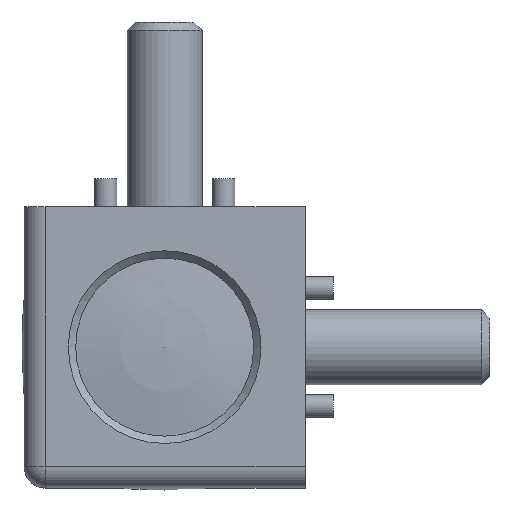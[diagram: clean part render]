
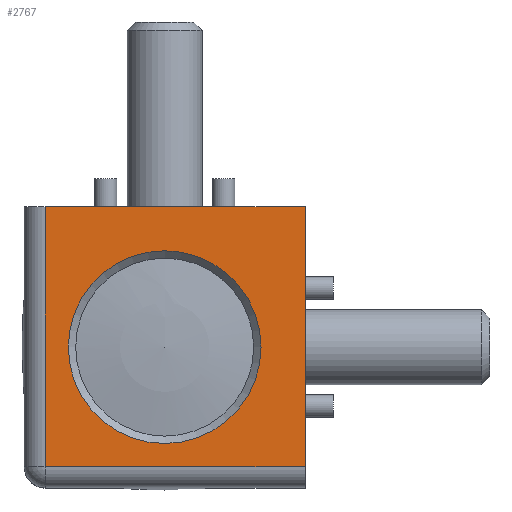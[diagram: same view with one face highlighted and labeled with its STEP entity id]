
A CAD part, top view. The second image highlights one B-rep face of the part: STEP entity #2767.
In plain terms, the highlighted planar face has unit normal (0, 0, 1).
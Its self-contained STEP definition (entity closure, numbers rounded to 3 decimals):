
#76=PLANE('',#3161);
#119=FACE_BOUND('',#532,.T.);
#352=FACE_OUTER_BOUND('',#531,.T.);
#531=EDGE_LOOP('',(#2516,#2517,#2518,#2519));
#532=EDGE_LOOP('',(#2520));
#703=LINE('',#5889,#847);
#705=LINE('',#5895,#849);
#751=LINE('',#6109,#895);
#752=LINE('',#6110,#896);
#847=VECTOR('',#3756,10.);
#849=VECTOR('',#3762,10.);
#895=VECTOR('',#4006,40.);
#896=VECTOR('',#4007,40.);
#1045=CIRCLE('',#3051,13.718);
#1280=VERTEX_POINT('',#5868);
#1285=VERTEX_POINT('',#5881);
#1287=VERTEX_POINT('',#5887);
#1288=VERTEX_POINT('',#5891);
#1358=VERTEX_POINT('',#6108);
#1648=EDGE_CURVE('',#1280,#1280,#1045,.T.);
#1657=EDGE_CURVE('',#1287,#1285,#703,.T.);
#1660=EDGE_CURVE('',#1285,#1288,#705,.T.);
#1761=EDGE_CURVE('',#1287,#1358,#751,.T.);
#1762=EDGE_CURVE('',#1358,#1288,#752,.T.);
#2516=ORIENTED_EDGE('',*,*,#1657,.F.);
#2517=ORIENTED_EDGE('',*,*,#1761,.T.);
#2518=ORIENTED_EDGE('',*,*,#1762,.T.);
#2519=ORIENTED_EDGE('',*,*,#1660,.F.);
#2520=ORIENTED_EDGE('',*,*,#1648,.F.);
#2767=ADVANCED_FACE('',(#352,#119),#76,.T.);
#3051=AXIS2_PLACEMENT_3D('',#5870,#3734,#3735);
#3161=AXIS2_PLACEMENT_3D('',#6107,#4004,#4005);
#3734=DIRECTION('center_axis',(0.,0.,1.));
#3735=DIRECTION('ref_axis',(0.,1.,0.));
#3756=DIRECTION('',(-1.,0.,0.));
#3762=DIRECTION('',(0.,1.,0.));
#4004=DIRECTION('center_axis',(0.,0.,1.));
#4005=DIRECTION('ref_axis',(-1.,0.,0.));
#4006=DIRECTION('',(0.,1.,0.));
#4007=DIRECTION('',(-1.,0.,0.));
#5868=CARTESIAN_POINT('',(-20.,-13.718,20.));
#5870=CARTESIAN_POINT('Origin',(-20.,0.,20.));
#5881=CARTESIAN_POINT('',(-37.,-17.,20.));
#5887=CARTESIAN_POINT('',(0.,-17.,20.));
#5889=CARTESIAN_POINT('',(-30.,-17.,20.));
#5891=CARTESIAN_POINT('',(-37.,20.,20.));
#5895=CARTESIAN_POINT('',(-37.,10.,20.));
#6107=CARTESIAN_POINT('Origin',(-20.,0.,20.));
#6108=CARTESIAN_POINT('',(0.,20.,20.));
#6109=CARTESIAN_POINT('',(0.,-20.,20.));
#6110=CARTESIAN_POINT('',(0.,20.,20.));
